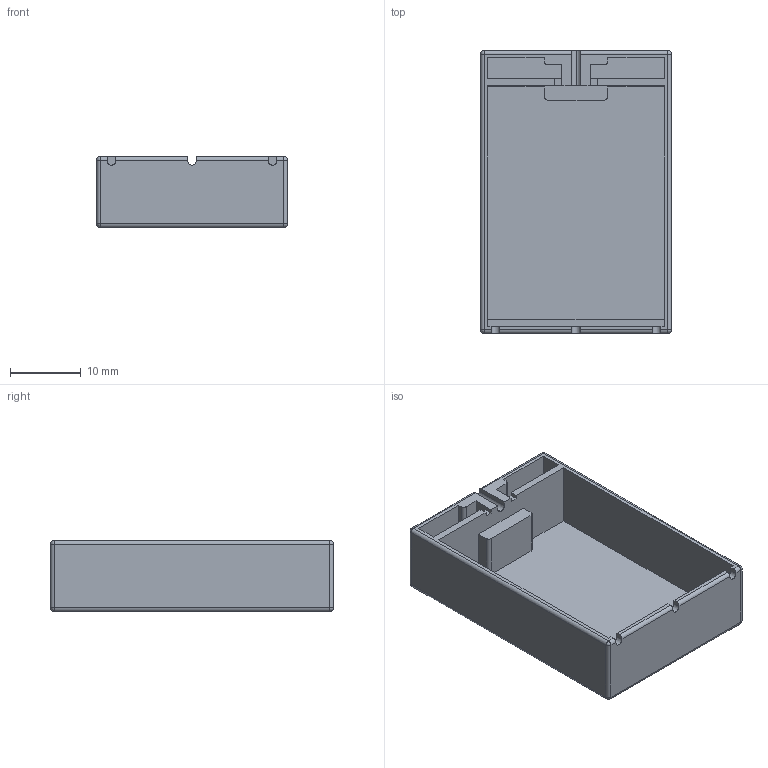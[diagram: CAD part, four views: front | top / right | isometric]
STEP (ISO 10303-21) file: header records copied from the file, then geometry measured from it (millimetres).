
FILE_DESCRIPTION (( 'STEP AP214' ), '1' );
FILE_NAME ('俋褲1.STEP', '2021-12-14T06:43:55', ( '' ), ( '' ), 'SwSTEP 2.0', 'SolidWorks 2016', '' );
FILE_SCHEMA (( 'AUTOMOTIVE_DESIGN' ));
Length unit declared in the file: millimetre
Products named in the file (1): 俋褲1
Bounding box: 27 x 40 x 10 mm (x, y, z)
Volume: 2694.3 mm3; surface area: 5016.9 mm2
Topology: 1 solids, 1 shells, 79 faces, 215 edges, 130 vertices
Faces by surface type: plane 46, cylinder 25, sphere 8
Entity records: 2433 total; most frequent: DIRECTION 417, CARTESIAN_POINT 417, ORIENTED_EDGE 414, EDGE_CURVE 207, VECTOR 157, LINE 157, VERTEX_POINT 130, AXIS2_PLACEMENT_3D 130
